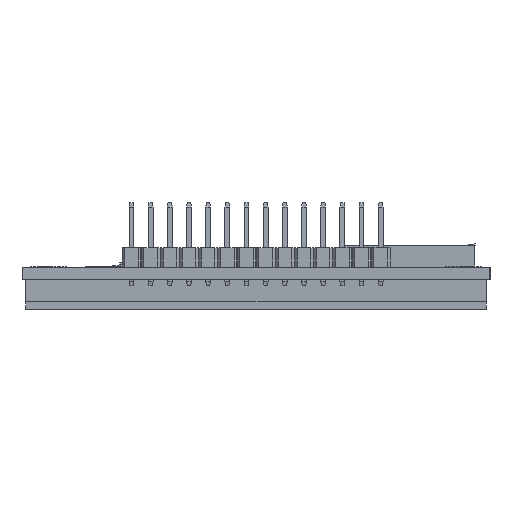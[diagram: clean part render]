
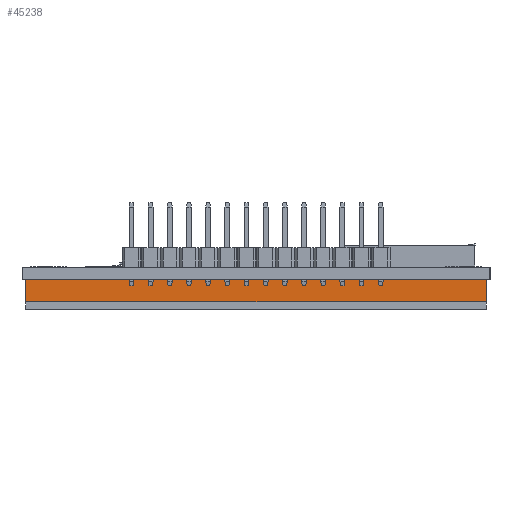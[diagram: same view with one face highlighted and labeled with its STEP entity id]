
A CAD part, left-side view. The second image highlights one B-rep face of the part: STEP entity #45238.
In plain terms, the highlighted face is planar.
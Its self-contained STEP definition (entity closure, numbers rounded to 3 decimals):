
#2732=PLANE('',#48567);
#5147=FACE_OUTER_BOUND('',#7697,.T.);
#7697=EDGE_LOOP('',(#41234,#41235,#41236,#41237));
#13156=LINE('',#74251,#18634);
#13157=LINE('',#74254,#18635);
#13158=LINE('',#74256,#18636);
#13159=LINE('',#74257,#18637);
#18634=VECTOR('',#59589,10.);
#18635=VECTOR('',#59592,10.);
#18636=VECTOR('',#59593,10.);
#18637=VECTOR('',#59594,10.);
#23089=VERTEX_POINT('',#74247);
#23090=VERTEX_POINT('',#74249);
#23091=VERTEX_POINT('',#74253);
#23092=VERTEX_POINT('',#74255);
#29151=EDGE_CURVE('',#23089,#23090,#13156,.T.);
#29152=EDGE_CURVE('',#23091,#23089,#13157,.T.);
#29153=EDGE_CURVE('',#23092,#23090,#13158,.T.);
#29154=EDGE_CURVE('',#23091,#23092,#13159,.T.);
#41234=ORIENTED_EDGE('',*,*,#29152,.T.);
#41235=ORIENTED_EDGE('',*,*,#29151,.T.);
#41236=ORIENTED_EDGE('',*,*,#29153,.F.);
#41237=ORIENTED_EDGE('',*,*,#29154,.F.);
#45238=ADVANCED_FACE('',(#5147),#2732,.T.);
#48567=AXIS2_PLACEMENT_3D('',#74252,#59590,#59591);
#59589=DIRECTION('',(0.,0.,1.));
#59590=DIRECTION('center_axis',(1.,0.,0.));
#59591=DIRECTION('ref_axis',(0.,1.,0.));
#59592=DIRECTION('',(0.,1.,0.));
#59593=DIRECTION('',(0.,1.,0.));
#59594=DIRECTION('',(0.,0.,1.));
#74247=CARTESIAN_POINT('',(47.25,30.5,0.));
#74249=CARTESIAN_POINT('',(47.25,30.5,3.));
#74251=CARTESIAN_POINT('',(47.25,30.5,0.));
#74252=CARTESIAN_POINT('Origin',(47.25,-30.5,0.));
#74253=CARTESIAN_POINT('',(47.25,-30.5,0.));
#74254=CARTESIAN_POINT('',(47.25,-30.5,0.));
#74255=CARTESIAN_POINT('',(47.25,-30.5,3.));
#74256=CARTESIAN_POINT('',(47.25,-30.5,3.));
#74257=CARTESIAN_POINT('',(47.25,-30.5,0.));
